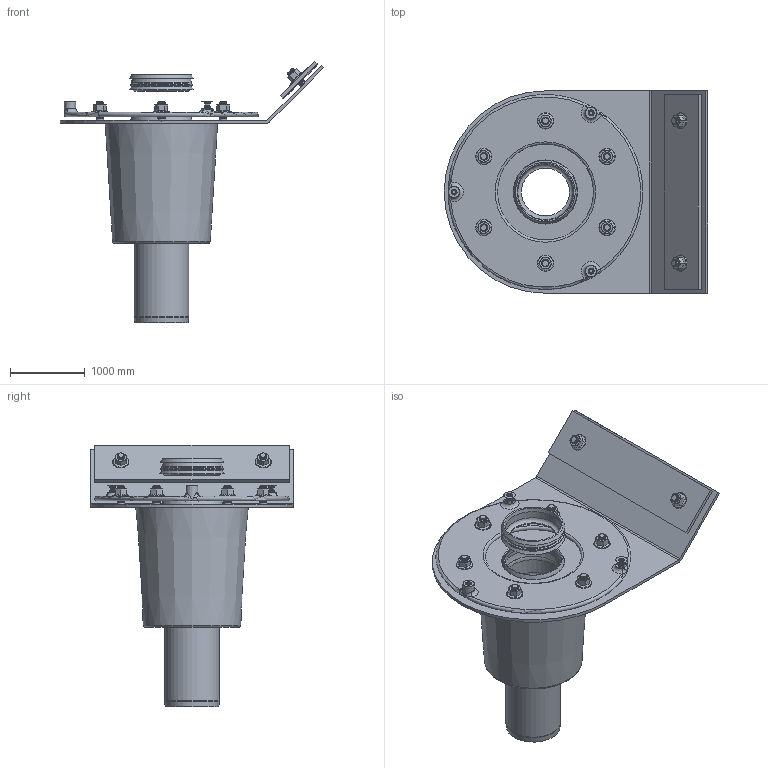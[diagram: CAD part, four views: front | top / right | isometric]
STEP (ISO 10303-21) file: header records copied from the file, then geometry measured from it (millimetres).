
FILE_DESCRIPTION(/* description */ (''),/* implementation_level */ '2;1');
FILE_NAME(/* name */ '21823.070X_3D.stp',/* time_stamp */ '2024-12-12T08:45:58+01:00',/* author */ ('CAD'),/* organization */ (''),/* preprocessor_version */ 'ST-DEVELOPER v20',/* originating_system */ 'AutoCAD Mechanical',/* authorisation */ '');
FILE_SCHEMA (('AUTOMOTIVE_DESIGN { 1 0 10303 214 3 1 1 }'));
Length unit declared in the file: centimetre
Products named in the file (2): Product; *S0
Assembly tree (1 placements, depth 2):
  Product
    *S0
Bounding box: 3516.31 x 2700 x 3490.85 mm (x, y, z)
Volume: 2043470244.9 mm3; surface area: 61154919.2 mm2
Topology: 25 solids, 25 shells, 617 faces, 1278 edges, 729 vertices
Faces by surface type: cone 361, plane 138, cylinder 73, torus 33, bspline 12
Full cylindrical faces by diameter (mm): 70 x12, 80 x18, 83.76 x8, 100 x8, 160 x8, 640 x1, 706 x1, 730 x2, 740 x1, 760 x1, 784 x1, 810 x3, 834 x1, 838 x1, 840 x1, 850 x1, 950 x1, 1070 x1
Entity records: 17832 total; most frequent: CARTESIAN_POINT 4574, DIRECTION 2963, ORIENTED_EDGE 2544, EDGE_CURVE 1272, AXIS2_PLACEMENT_3D 1247, VERTEX_POINT 729, EDGE_LOOP 695, CIRCLE 639
